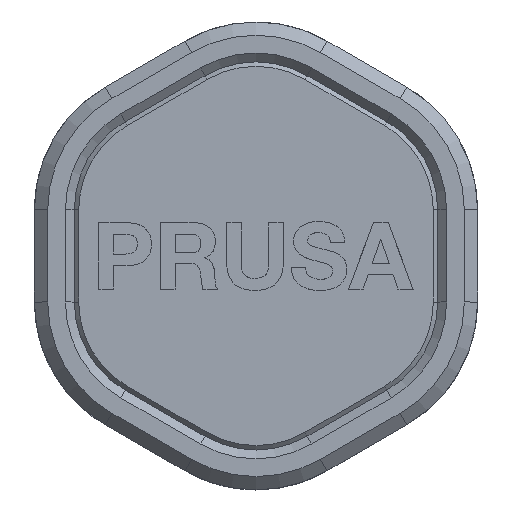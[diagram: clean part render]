
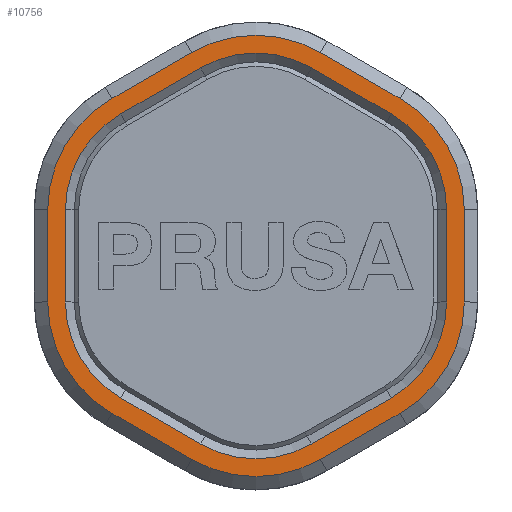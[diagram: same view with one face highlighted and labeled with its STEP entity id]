
A CAD part, top view. The second image highlights one B-rep face of the part: STEP entity #10756.
In plain terms, the highlighted planar face has unit normal (0, 0, 1).
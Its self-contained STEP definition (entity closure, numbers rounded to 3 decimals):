
#99=FACE_BOUND('',#1329,.T.);
#121=PLANE('',#11401);
#551=CIRCLE('',#11402,14.5);
#552=CIRCLE('',#11403,14.5);
#553=CIRCLE('',#11404,14.5);
#554=CIRCLE('',#11405,14.5);
#555=CIRCLE('',#11406,14.5);
#556=CIRCLE('',#11407,14.5);
#557=CIRCLE('',#11408,12.5);
#558=CIRCLE('',#11409,12.5);
#559=CIRCLE('',#11410,12.5);
#560=CIRCLE('',#11411,12.5);
#561=CIRCLE('',#11412,12.5);
#562=CIRCLE('',#11413,12.5);
#733=FACE_OUTER_BOUND('',#1328,.T.);
#1328=EDGE_LOOP('',(#7919,#7920,#7921,#7922,#7923,#7924,#7925,#7926,#7927,
#7928,#7929,#7930));
#1329=EDGE_LOOP('',(#7931,#7932,#7933,#7934,#7935,#7936,#7937,#7938,#7939,
#7940,#7941,#7942));
#2181=LINE('',#21124,#3477);
#2182=LINE('',#21128,#3478);
#2183=LINE('',#21132,#3479);
#2184=LINE('',#21136,#3480);
#2185=LINE('',#21140,#3481);
#2186=LINE('',#21143,#3482);
#2187=LINE('',#21146,#3483);
#2188=LINE('',#21150,#3484);
#2189=LINE('',#21154,#3485);
#2190=LINE('',#21158,#3486);
#2191=LINE('',#21162,#3487);
#2192=LINE('',#21166,#3488);
#3477=VECTOR('',#12313,1000.);
#3478=VECTOR('',#12316,1000.);
#3479=VECTOR('',#12319,1000.);
#3480=VECTOR('',#12322,1000.);
#3481=VECTOR('',#12325,1000.);
#3482=VECTOR('',#12328,1000.);
#3483=VECTOR('',#12329,1000.);
#3484=VECTOR('',#12332,1000.);
#3485=VECTOR('',#12335,1000.);
#3486=VECTOR('',#12338,1000.);
#3487=VECTOR('',#12341,1000.);
#3488=VECTOR('',#12344,1000.);
#4864=VERTEX_POINT('',#21120);
#4865=VERTEX_POINT('',#21121);
#4866=VERTEX_POINT('',#21123);
#4867=VERTEX_POINT('',#21125);
#4868=VERTEX_POINT('',#21127);
#4869=VERTEX_POINT('',#21129);
#4870=VERTEX_POINT('',#21131);
#4871=VERTEX_POINT('',#21133);
#4872=VERTEX_POINT('',#21135);
#4873=VERTEX_POINT('',#21137);
#4874=VERTEX_POINT('',#21139);
#4875=VERTEX_POINT('',#21141);
#4876=VERTEX_POINT('',#21144);
#4877=VERTEX_POINT('',#21145);
#4878=VERTEX_POINT('',#21147);
#4879=VERTEX_POINT('',#21149);
#4880=VERTEX_POINT('',#21151);
#4881=VERTEX_POINT('',#21153);
#4882=VERTEX_POINT('',#21155);
#4883=VERTEX_POINT('',#21157);
#4884=VERTEX_POINT('',#21159);
#4885=VERTEX_POINT('',#21161);
#4886=VERTEX_POINT('',#21163);
#4887=VERTEX_POINT('',#21165);
#6012=EDGE_CURVE('',#4864,#4865,#551,.T.);
#6013=EDGE_CURVE('',#4865,#4866,#2181,.T.);
#6014=EDGE_CURVE('',#4866,#4867,#552,.T.);
#6015=EDGE_CURVE('',#4867,#4868,#2182,.T.);
#6016=EDGE_CURVE('',#4868,#4869,#553,.T.);
#6017=EDGE_CURVE('',#4869,#4870,#2183,.T.);
#6018=EDGE_CURVE('',#4870,#4871,#554,.T.);
#6019=EDGE_CURVE('',#4871,#4872,#2184,.T.);
#6020=EDGE_CURVE('',#4872,#4873,#555,.T.);
#6021=EDGE_CURVE('',#4873,#4874,#2185,.T.);
#6022=EDGE_CURVE('',#4874,#4875,#556,.T.);
#6023=EDGE_CURVE('',#4875,#4864,#2186,.T.);
#6024=EDGE_CURVE('',#4876,#4877,#2187,.T.);
#6025=EDGE_CURVE('',#4877,#4878,#557,.F.);
#6026=EDGE_CURVE('',#4878,#4879,#2188,.T.);
#6027=EDGE_CURVE('',#4879,#4880,#558,.F.);
#6028=EDGE_CURVE('',#4880,#4881,#2189,.T.);
#6029=EDGE_CURVE('',#4881,#4882,#559,.F.);
#6030=EDGE_CURVE('',#4882,#4883,#2190,.T.);
#6031=EDGE_CURVE('',#4883,#4884,#560,.F.);
#6032=EDGE_CURVE('',#4884,#4885,#2191,.T.);
#6033=EDGE_CURVE('',#4885,#4886,#561,.F.);
#6034=EDGE_CURVE('',#4886,#4887,#2192,.T.);
#6035=EDGE_CURVE('',#4887,#4876,#562,.F.);
#7919=ORIENTED_EDGE('',*,*,#6012,.T.);
#7920=ORIENTED_EDGE('',*,*,#6013,.T.);
#7921=ORIENTED_EDGE('',*,*,#6014,.T.);
#7922=ORIENTED_EDGE('',*,*,#6015,.T.);
#7923=ORIENTED_EDGE('',*,*,#6016,.T.);
#7924=ORIENTED_EDGE('',*,*,#6017,.T.);
#7925=ORIENTED_EDGE('',*,*,#6018,.T.);
#7926=ORIENTED_EDGE('',*,*,#6019,.T.);
#7927=ORIENTED_EDGE('',*,*,#6020,.T.);
#7928=ORIENTED_EDGE('',*,*,#6021,.T.);
#7929=ORIENTED_EDGE('',*,*,#6022,.T.);
#7930=ORIENTED_EDGE('',*,*,#6023,.T.);
#7931=ORIENTED_EDGE('',*,*,#6024,.T.);
#7932=ORIENTED_EDGE('',*,*,#6025,.T.);
#7933=ORIENTED_EDGE('',*,*,#6026,.T.);
#7934=ORIENTED_EDGE('',*,*,#6027,.T.);
#7935=ORIENTED_EDGE('',*,*,#6028,.T.);
#7936=ORIENTED_EDGE('',*,*,#6029,.T.);
#7937=ORIENTED_EDGE('',*,*,#6030,.T.);
#7938=ORIENTED_EDGE('',*,*,#6031,.T.);
#7939=ORIENTED_EDGE('',*,*,#6032,.T.);
#7940=ORIENTED_EDGE('',*,*,#6033,.T.);
#7941=ORIENTED_EDGE('',*,*,#6034,.T.);
#7942=ORIENTED_EDGE('',*,*,#6035,.T.);
#10756=ADVANCED_FACE('',(#733,#99),#121,.T.);
#11401=AXIS2_PLACEMENT_3D('',#21119,#12309,#12310);
#11402=AXIS2_PLACEMENT_3D('',#21122,#12311,#12312);
#11403=AXIS2_PLACEMENT_3D('',#21126,#12314,#12315);
#11404=AXIS2_PLACEMENT_3D('',#21130,#12317,#12318);
#11405=AXIS2_PLACEMENT_3D('',#21134,#12320,#12321);
#11406=AXIS2_PLACEMENT_3D('',#21138,#12323,#12324);
#11407=AXIS2_PLACEMENT_3D('',#21142,#12326,#12327);
#11408=AXIS2_PLACEMENT_3D('',#21148,#12330,#12331);
#11409=AXIS2_PLACEMENT_3D('',#21152,#12333,#12334);
#11410=AXIS2_PLACEMENT_3D('',#21156,#12336,#12337);
#11411=AXIS2_PLACEMENT_3D('',#21160,#12339,#12340);
#11412=AXIS2_PLACEMENT_3D('',#21164,#12342,#12343);
#11413=AXIS2_PLACEMENT_3D('',#21167,#12345,#12346);
#12309=DIRECTION('center_axis',(0.,0.,1.));
#12310=DIRECTION('ref_axis',(1.,0.,0.));
#12311=DIRECTION('center_axis',(0.,0.,1.));
#12312=DIRECTION('ref_axis',(1.,0.,0.));
#12313=DIRECTION('',(0.866,0.5,0.));
#12314=DIRECTION('center_axis',(0.,0.,1.));
#12315=DIRECTION('ref_axis',(1.,0.,0.));
#12316=DIRECTION('',(0.,1.,0.));
#12317=DIRECTION('center_axis',(0.,0.,1.));
#12318=DIRECTION('ref_axis',(1.,0.,0.));
#12319=DIRECTION('',(-0.866,0.5,0.));
#12320=DIRECTION('center_axis',(0.,0.,1.));
#12321=DIRECTION('ref_axis',(1.,0.,0.));
#12322=DIRECTION('',(-0.866,-0.5,0.));
#12323=DIRECTION('center_axis',(0.,0.,1.));
#12324=DIRECTION('ref_axis',(1.,0.,0.));
#12325=DIRECTION('',(0.,-1.,0.));
#12326=DIRECTION('center_axis',(0.,0.,1.));
#12327=DIRECTION('ref_axis',(1.,0.,0.));
#12328=DIRECTION('',(0.866,-0.5,0.));
#12329=DIRECTION('',(0.,-1.,0.));
#12330=DIRECTION('center_axis',(0.,0.,1.));
#12331=DIRECTION('ref_axis',(1.,0.,0.));
#12332=DIRECTION('',(-0.866,-0.5,0.));
#12333=DIRECTION('center_axis',(0.,0.,1.));
#12334=DIRECTION('ref_axis',(1.,0.,0.));
#12335=DIRECTION('',(-0.866,0.5,0.));
#12336=DIRECTION('center_axis',(0.,0.,1.));
#12337=DIRECTION('ref_axis',(1.,0.,0.));
#12338=DIRECTION('',(0.,1.,0.));
#12339=DIRECTION('center_axis',(0.,0.,1.));
#12340=DIRECTION('ref_axis',(1.,0.,0.));
#12341=DIRECTION('',(0.866,0.5,0.));
#12342=DIRECTION('center_axis',(0.,0.,1.));
#12343=DIRECTION('ref_axis',(1.,0.,0.));
#12344=DIRECTION('',(0.866,-0.5,0.));
#12345=DIRECTION('center_axis',(0.,0.,1.));
#12346=DIRECTION('ref_axis',(1.,0.,0.));
#21119=CARTESIAN_POINT('Origin',(0.,0.,13.));
#21120=CARTESIAN_POINT('',(-7.25,-22.95,13.));
#21121=CARTESIAN_POINT('',(7.25,-22.95,13.));
#21122=CARTESIAN_POINT('Origin',(0.,-10.392,
13.));
#21123=CARTESIAN_POINT('',(16.25,-17.754,13.));
#21124=CARTESIAN_POINT('',(16.25,-17.754,13.));
#21125=CARTESIAN_POINT('',(23.5,-5.196,13.));
#21126=CARTESIAN_POINT('Origin',(9.,-5.196,13.));
#21127=CARTESIAN_POINT('',(23.5,5.196,13.));
#21128=CARTESIAN_POINT('',(23.5,5.196,13.));
#21129=CARTESIAN_POINT('',(16.25,17.754,13.));
#21130=CARTESIAN_POINT('Origin',(9.,5.196,13.));
#21131=CARTESIAN_POINT('',(7.25,22.95,13.));
#21132=CARTESIAN_POINT('',(7.25,22.95,13.));
#21133=CARTESIAN_POINT('',(-7.25,22.95,13.));
#21134=CARTESIAN_POINT('Origin',(0.,10.392,
13.));
#21135=CARTESIAN_POINT('',(-16.25,17.754,13.));
#21136=CARTESIAN_POINT('',(-16.25,17.754,13.));
#21137=CARTESIAN_POINT('',(-23.5,5.196,13.));
#21138=CARTESIAN_POINT('Origin',(-9.,5.196,13.));
#21139=CARTESIAN_POINT('',(-23.5,-5.196,13.));
#21140=CARTESIAN_POINT('',(-23.5,-5.196,13.));
#21141=CARTESIAN_POINT('',(-16.25,-17.754,13.));
#21142=CARTESIAN_POINT('Origin',(-9.,-5.196,13.));
#21143=CARTESIAN_POINT('',(-7.25,-22.95,13.));
#21144=CARTESIAN_POINT('',(21.5,5.196,13.));
#21145=CARTESIAN_POINT('',(21.5,-5.196,13.));
#21146=CARTESIAN_POINT('',(21.5,-5.196,13.));
#21147=CARTESIAN_POINT('',(15.25,-16.021,13.));
#21148=CARTESIAN_POINT('Origin',(9.,-5.196,13.));
#21149=CARTESIAN_POINT('',(6.25,-21.218,13.));
#21150=CARTESIAN_POINT('',(6.25,-21.218,13.));
#21151=CARTESIAN_POINT('',(-6.25,-21.218,13.));
#21152=CARTESIAN_POINT('Origin',(0.,-10.392,
13.));
#21153=CARTESIAN_POINT('',(-15.25,-16.021,13.));
#21154=CARTESIAN_POINT('',(-15.25,-16.021,13.));
#21155=CARTESIAN_POINT('',(-21.5,-5.196,13.));
#21156=CARTESIAN_POINT('Origin',(-9.,-5.196,13.));
#21157=CARTESIAN_POINT('',(-21.5,5.196,13.));
#21158=CARTESIAN_POINT('',(-21.5,5.196,13.));
#21159=CARTESIAN_POINT('',(-15.25,16.021,13.));
#21160=CARTESIAN_POINT('Origin',(-9.,5.196,13.));
#21161=CARTESIAN_POINT('',(-6.25,21.218,13.));
#21162=CARTESIAN_POINT('',(-6.25,21.218,13.));
#21163=CARTESIAN_POINT('',(6.25,21.218,13.));
#21164=CARTESIAN_POINT('Origin',(0.,10.392,
13.));
#21165=CARTESIAN_POINT('',(15.25,16.021,13.));
#21166=CARTESIAN_POINT('',(15.25,16.021,13.));
#21167=CARTESIAN_POINT('Origin',(9.,5.196,13.));
